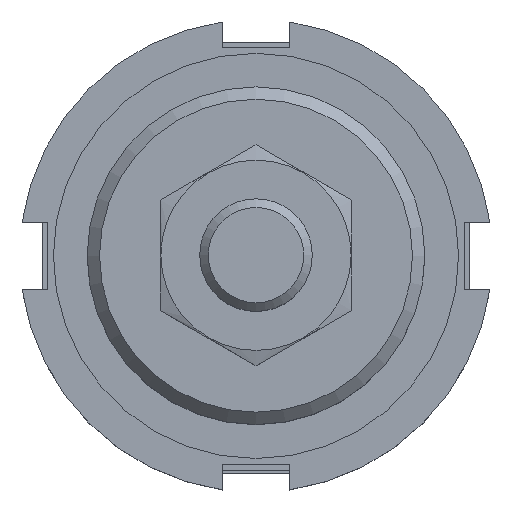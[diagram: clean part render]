
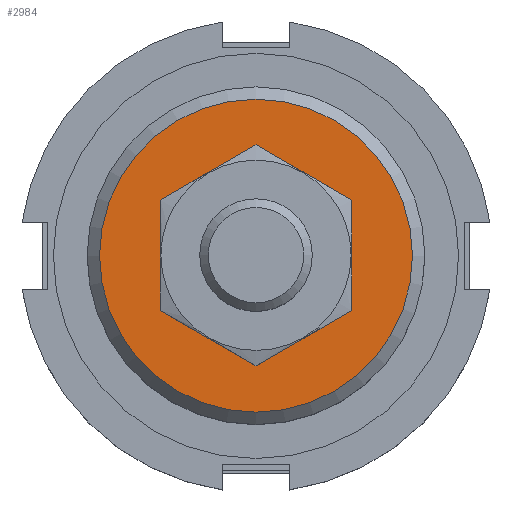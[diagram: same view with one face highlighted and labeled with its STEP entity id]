
A CAD part, top view. The second image highlights one B-rep face of the part: STEP entity #2984.
In plain terms, the highlighted face is planar.
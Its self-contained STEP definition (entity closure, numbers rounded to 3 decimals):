
#84=PLANE('',#3196);
#578=ORIENTED_EDGE('',*,*,#1168,.F.);
#579=ORIENTED_EDGE('',*,*,#1169,.F.);
#1168=EDGE_CURVE('',#1453,#1453,#1637,.T.);
#1169=EDGE_CURVE('',#1454,#1454,#1638,.F.);
#1453=VERTEX_POINT('',#4468);
#1454=VERTEX_POINT('',#4470);
#1637=CIRCLE('',#3197,13.9);
#1638=CIRCLE('',#3198,6.);
#1760=EDGE_LOOP('',(#578));
#1761=EDGE_LOOP('',(#579));
#1988=FACE_BOUND('',#1760,.T.);
#1989=FACE_BOUND('',#1761,.T.);
#2984=ADVANCED_FACE('',(#1988,#1989),#84,.F.);
#3196=AXIS2_PLACEMENT_3D('',#4466,#3586,#3587);
#3197=AXIS2_PLACEMENT_3D('',#4467,#3588,#3589);
#3198=AXIS2_PLACEMENT_3D('',#4469,#3590,#3591);
#3586=DIRECTION('',(1.,0.,0.));
#3587=DIRECTION('',(0.,0.,-1.));
#3588=DIRECTION('',(1.,0.,0.));
#3589=DIRECTION('',(0.,0.,-1.));
#3590=DIRECTION('',(1.,0.,0.));
#3591=DIRECTION('',(0.,0.,-1.));
#4466=CARTESIAN_POINT('',(0.,0.,0.));
#4467=CARTESIAN_POINT('',(0.,0.,0.));
#4468=CARTESIAN_POINT('',(0.,0.,-13.9));
#4469=CARTESIAN_POINT('',(0.,0.,0.));
#4470=CARTESIAN_POINT('',(0.,0.,-6.));
